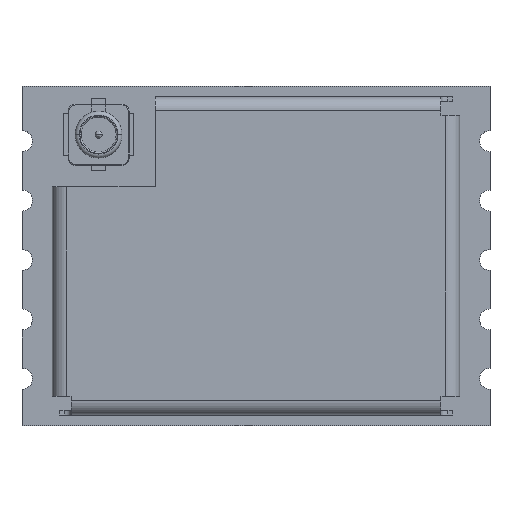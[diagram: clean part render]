
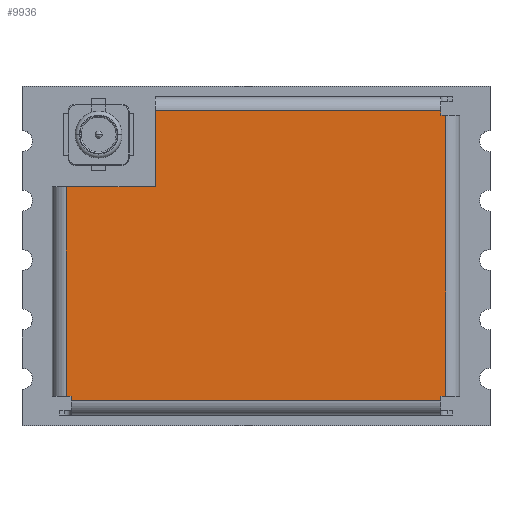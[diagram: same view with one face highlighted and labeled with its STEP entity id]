
A CAD part, top view. The second image highlights one B-rep face of the part: STEP entity #9936.
In plain terms, the highlighted planar face has unit normal (0, 0, 1).
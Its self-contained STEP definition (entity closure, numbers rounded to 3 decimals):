
#8054=DIRECTION('',(0.,-1.,0.));
#8055=VECTOR('',#8054,0.2);
#8056=CARTESIAN_POINT('',(16.6,13.,1.6));
#8057=LINE('',#8056,#8055);
#8208=DIRECTION('',(1.,0.,0.));
#8209=VECTOR('',#8208,12.2);
#8210=CARTESIAN_POINT('',(4.4,13.,1.6));
#8211=LINE('',#8210,#8209);
#8237=DIRECTION('',(0.,-1.,0.));
#8238=VECTOR('',#8237,0.2);
#8239=CARTESIAN_POINT('',(16.6,0.8,1.6));
#8240=LINE('',#8239,#8238);
#8463=DIRECTION('',(-1.,0.,0.));
#8464=VECTOR('',#8463,0.2);
#8465=CARTESIAN_POINT('',(16.8,0.8,1.6));
#8466=LINE('',#8465,#8464);
#8470=DIRECTION('',(0.,-1.,0.));
#8471=VECTOR('',#8470,12.);
#8472=CARTESIAN_POINT('',(16.8,12.8,1.6));
#8473=LINE('',#8472,#8471);
#8492=DIRECTION('',(1.,0.,0.));
#8493=VECTOR('',#8492,0.2);
#8494=CARTESIAN_POINT('',(16.6,12.8,1.6));
#8495=LINE('',#8494,#8493);
#8722=DIRECTION('',(0.,1.,0.));
#8723=VECTOR('',#8722,3.25);
#8724=CARTESIAN_POINT('',(4.4,9.75,1.6));
#8725=LINE('',#8724,#8723);
#8788=DIRECTION('',(1.,0.,0.));
#8789=VECTOR('',#8788,3.8);
#8790=CARTESIAN_POINT('',(0.6,9.75,1.6));
#8791=LINE('',#8790,#8789);
#8802=DIRECTION('',(0.,1.,0.));
#8803=VECTOR('',#8802,8.95);
#8804=CARTESIAN_POINT('',(0.6,0.8,1.6));
#8805=LINE('',#8804,#8803);
#8817=DIRECTION('',(-1.,0.,0.));
#8818=VECTOR('',#8817,0.2);
#8819=CARTESIAN_POINT('',(0.8,0.8,1.6));
#8820=LINE('',#8819,#8818);
#8889=DIRECTION('',(0.,1.,0.));
#8890=VECTOR('',#8889,0.2);
#8891=CARTESIAN_POINT('',(0.8,0.6,1.6));
#8892=LINE('',#8891,#8890);
#9218=DIRECTION('',(-1.,0.,0.));
#9219=VECTOR('',#9218,15.8);
#9220=CARTESIAN_POINT('',(16.6,0.6,1.6));
#9221=LINE('',#9220,#9219);
#9516=CARTESIAN_POINT('',(16.8,0.8,1.6));
#9518=VERTEX_POINT('',#9516);
#9519=CARTESIAN_POINT('',(16.6,0.8,1.6));
#9520=VERTEX_POINT('',#9519);
#9535=CARTESIAN_POINT('',(16.6,0.6,1.6));
#9536=VERTEX_POINT('',#9535);
#9541=CARTESIAN_POINT('',(0.8,0.6,1.6));
#9542=VERTEX_POINT('',#9541);
#9543=CARTESIAN_POINT('',(0.8,0.8,1.6));
#9544=VERTEX_POINT('',#9543);
#9551=CARTESIAN_POINT('',(0.6,0.8,1.6));
#9553=VERTEX_POINT('',#9551);
#9565=CARTESIAN_POINT('',(16.6,13.,1.6));
#9566=VERTEX_POINT('',#9565);
#9567=CARTESIAN_POINT('',(16.6,12.8,1.6));
#9568=VERTEX_POINT('',#9567);
#9575=CARTESIAN_POINT('',(16.8,12.8,1.6));
#9577=VERTEX_POINT('',#9575);
#9599=CARTESIAN_POINT('',(4.4,13.,1.6));
#9600=VERTEX_POINT('',#9599);
#9601=CARTESIAN_POINT('',(4.4,9.75,1.6));
#9602=VERTEX_POINT('',#9601);
#9603=CARTESIAN_POINT('',(0.6,9.75,1.6));
#9604=VERTEX_POINT('',#9603);
#9907=CARTESIAN_POINT('',(8.973,6.527,1.6));
#9908=DIRECTION('',(0.,0.,1.));
#9909=DIRECTION('',(1.,0.,0.));
#9910=AXIS2_PLACEMENT_3D('',#9907,#9908,#9909);
#9911=PLANE('',#9910);
#9913=ORIENTED_EDGE('',*,*,#9912,.T.);
#9915=ORIENTED_EDGE('',*,*,#9914,.T.);
#9917=ORIENTED_EDGE('',*,*,#9916,.T.);
#9919=ORIENTED_EDGE('',*,*,#9918,.T.);
#9921=ORIENTED_EDGE('',*,*,#9920,.T.);
#9923=ORIENTED_EDGE('',*,*,#9922,.T.);
#9925=ORIENTED_EDGE('',*,*,#9924,.T.);
#9926=ORIENTED_EDGE('',*,*,#9892,.T.);
#9927=ORIENTED_EDGE('',*,*,#9772,.T.);
#9929=ORIENTED_EDGE('',*,*,#9928,.T.);
#9931=ORIENTED_EDGE('',*,*,#9930,.T.);
#9933=ORIENTED_EDGE('',*,*,#9932,.T.);
#9934=EDGE_LOOP('',(#9913,#9915,#9917,#9919,#9921,#9923,#9925,#9926,#9927,#9929,
#9931,#9933));
#9935=FACE_OUTER_BOUND('',#9934,.F.);
#9772=EDGE_CURVE('',#9566,#9568,#8057,.T.);
#9892=EDGE_CURVE('',#9600,#9566,#8211,.T.);
#9912=EDGE_CURVE('',#9520,#9536,#8240,.T.);
#9914=EDGE_CURVE('',#9536,#9542,#9221,.T.);
#9916=EDGE_CURVE('',#9542,#9544,#8892,.T.);
#9918=EDGE_CURVE('',#9544,#9553,#8820,.T.);
#9920=EDGE_CURVE('',#9553,#9604,#8805,.T.);
#9922=EDGE_CURVE('',#9604,#9602,#8791,.T.);
#9924=EDGE_CURVE('',#9602,#9600,#8725,.T.);
#9928=EDGE_CURVE('',#9568,#9577,#8495,.T.);
#9930=EDGE_CURVE('',#9577,#9518,#8473,.T.);
#9932=EDGE_CURVE('',#9518,#9520,#8466,.T.);
#9936=ADVANCED_FACE('',(#9935),#9911,.T.);
